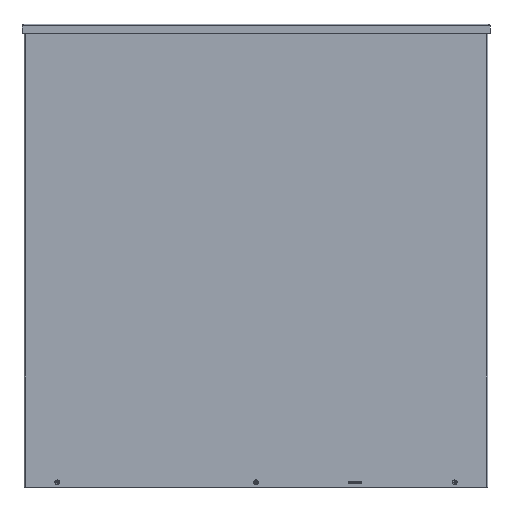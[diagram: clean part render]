
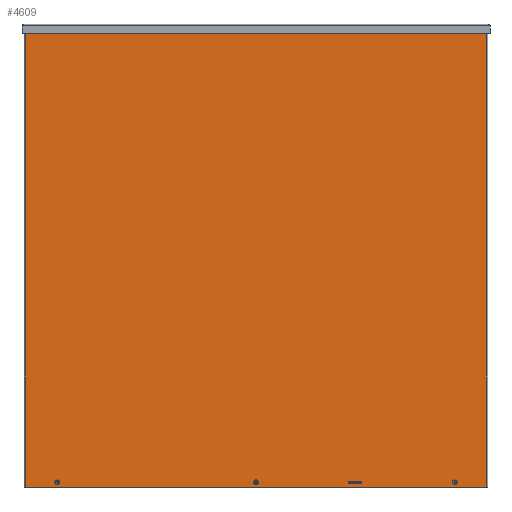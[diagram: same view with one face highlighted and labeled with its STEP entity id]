
A CAD part, top view. The second image highlights one B-rep face of the part: STEP entity #4609.
In plain terms, the highlighted face is planar.
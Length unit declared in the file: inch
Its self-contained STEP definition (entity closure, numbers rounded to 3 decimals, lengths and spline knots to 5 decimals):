
#268=FACE_BOUND('',#1694,.T.);
#269=FACE_BOUND('',#1695,.T.);
#270=FACE_BOUND('',#1696,.T.);
#271=FACE_BOUND('',#1697,.T.);
#272=FACE_BOUND('',#1698,.T.);
#273=FACE_BOUND('',#1699,.T.);
#274=FACE_BOUND('',#1700,.T.);
#470=LINE('',#7274,#862);
#474=LINE('',#7282,#866);
#477=LINE('',#7288,#869);
#480=LINE('',#7293,#872);
#489=LINE('',#7338,#881);
#505=LINE('',#7379,#897);
#520=LINE('',#7414,#912);
#522=LINE('',#7417,#914);
#862=VECTOR('',#5904,0.3937);
#866=VECTOR('',#5910,0.3937);
#869=VECTOR('',#5915,0.3937);
#872=VECTOR('',#5920,0.3937);
#881=VECTOR('',#5969,0.3937);
#897=VECTOR('',#6011,0.3937);
#912=VECTOR('',#6050,0.3937);
#914=VECTOR('',#6054,0.3937);
#1172=PLANE('',#5148);
#1394=FACE_OUTER_BOUND('',#1693,.T.);
#1693=EDGE_LOOP('',(#3634,#3635,#3636,#3637));
#1694=EDGE_LOOP('',(#3638,#3639,#3640,#3641));
#1695=EDGE_LOOP('',(#3642));
#1696=EDGE_LOOP('',(#3643));
#1697=EDGE_LOOP('',(#3644));
#1698=EDGE_LOOP('',(#3645));
#1699=EDGE_LOOP('',(#3646));
#1700=EDGE_LOOP('',(#3647));
#1916=CIRCLE('',#5104,0.15625);
#1918=CIRCLE('',#5107,0.15625);
#1920=CIRCLE('',#5110,0.15625);
#1922=CIRCLE('',#5113,0.15625);
#1924=CIRCLE('',#5116,0.15625);
#1926=CIRCLE('',#5119,0.15625);
#2157=VERTEX_POINT('',#7272);
#2158=VERTEX_POINT('',#7273);
#2161=VERTEX_POINT('',#7281);
#2163=VERTEX_POINT('',#7287);
#2165=VERTEX_POINT('',#7296);
#2167=VERTEX_POINT('',#7302);
#2169=VERTEX_POINT('',#7308);
#2171=VERTEX_POINT('',#7314);
#2173=VERTEX_POINT('',#7320);
#2175=VERTEX_POINT('',#7326);
#2179=VERTEX_POINT('',#7335);
#2180=VERTEX_POINT('',#7337);
#2191=VERTEX_POINT('',#7376);
#2192=VERTEX_POINT('',#7378);
#2637=EDGE_CURVE('',#2157,#2158,#470,.T.);
#2641=EDGE_CURVE('',#2161,#2157,#474,.T.);
#2644=EDGE_CURVE('',#2163,#2161,#477,.T.);
#2647=EDGE_CURVE('',#2158,#2163,#480,.T.);
#2649=EDGE_CURVE('',#2165,#2165,#1916,.T.);
#2652=EDGE_CURVE('',#2167,#2167,#1918,.T.);
#2655=EDGE_CURVE('',#2169,#2169,#1920,.T.);
#2658=EDGE_CURVE('',#2171,#2171,#1922,.T.);
#2661=EDGE_CURVE('',#2173,#2173,#1924,.T.);
#2664=EDGE_CURVE('',#2175,#2175,#1926,.T.);
#2669=EDGE_CURVE('',#2180,#2179,#489,.T.);
#2689=EDGE_CURVE('',#2192,#2191,#505,.T.);
#2707=EDGE_CURVE('',#2179,#2192,#520,.T.);
#2709=EDGE_CURVE('',#2191,#2180,#522,.T.);
#3634=ORIENTED_EDGE('',*,*,#2689,.T.);
#3635=ORIENTED_EDGE('',*,*,#2709,.T.);
#3636=ORIENTED_EDGE('',*,*,#2669,.T.);
#3637=ORIENTED_EDGE('',*,*,#2707,.T.);
#3638=ORIENTED_EDGE('',*,*,#2637,.T.);
#3639=ORIENTED_EDGE('',*,*,#2647,.T.);
#3640=ORIENTED_EDGE('',*,*,#2644,.T.);
#3641=ORIENTED_EDGE('',*,*,#2641,.T.);
#3642=ORIENTED_EDGE('',*,*,#2649,.T.);
#3643=ORIENTED_EDGE('',*,*,#2652,.T.);
#3644=ORIENTED_EDGE('',*,*,#2655,.T.);
#3645=ORIENTED_EDGE('',*,*,#2658,.T.);
#3646=ORIENTED_EDGE('',*,*,#2661,.T.);
#3647=ORIENTED_EDGE('',*,*,#2664,.T.);
#4609=ADVANCED_FACE('',(#1394,#268,#269,#270,#271,#272,#273,#274),#1172,
 .F.);
#5104=AXIS2_PLACEMENT_3D('',#7297,#5924,#5925);
#5107=AXIS2_PLACEMENT_3D('',#7303,#5931,#5932);
#5110=AXIS2_PLACEMENT_3D('',#7309,#5938,#5939);
#5113=AXIS2_PLACEMENT_3D('',#7315,#5945,#5946);
#5116=AXIS2_PLACEMENT_3D('',#7321,#5952,#5953);
#5119=AXIS2_PLACEMENT_3D('',#7327,#5959,#5960);
#5148=AXIS2_PLACEMENT_3D('',#7416,#6052,#6053);
#5904=DIRECTION('',(0.,-1.,0.));
#5910=DIRECTION('',(-1.,0.,0.));
#5915=DIRECTION('',(0.,1.,0.));
#5920=DIRECTION('',(1.,0.,0.));
#5924=DIRECTION('center_axis',(0.,0.,1.));
#5925=DIRECTION('ref_axis',(1.,0.,0.));
#5931=DIRECTION('center_axis',(0.,0.,1.));
#5932=DIRECTION('ref_axis',(1.,0.,0.));
#5938=DIRECTION('center_axis',(0.,0.,1.));
#5939=DIRECTION('ref_axis',(1.,0.,0.));
#5945=DIRECTION('center_axis',(0.,0.,1.));
#5946=DIRECTION('ref_axis',(1.,0.,0.));
#5952=DIRECTION('center_axis',(0.,0.,1.));
#5953=DIRECTION('ref_axis',(1.,0.,0.));
#5959=DIRECTION('center_axis',(0.,0.,1.));
#5960=DIRECTION('ref_axis',(1.,0.,0.));
#5969=DIRECTION('',(0.,-1.,0.));
#6011=DIRECTION('',(0.,1.,0.));
#6050=DIRECTION('',(-1.,0.,0.));
#6052=DIRECTION('center_axis',(0.,0.,1.));
#6053=DIRECTION('ref_axis',(1.,0.,0.));
#6054=DIRECTION('',(1.,0.,0.));
#7272=CARTESIAN_POINT('',(-8.25,-17.53125,0.));
#7273=CARTESIAN_POINT('',(-8.25,-17.71875,0.));
#7274=CARTESIAN_POINT('',(-8.25,-8.76562,0.));
#7281=CARTESIAN_POINT('',(-7.25,-17.53125,0.));
#7282=CARTESIAN_POINT('',(-3.625,-17.53125,0.));
#7287=CARTESIAN_POINT('',(-7.25,-17.71875,0.));
#7288=CARTESIAN_POINT('',(-7.25,-8.85937,0.));
#7293=CARTESIAN_POINT('',(-4.125,-17.71875,0.));
#7296=CARTESIAN_POINT('',(15.34375,-17.625,0.));
#7297=CARTESIAN_POINT('Origin',(15.5,-17.625,0.));
#7302=CARTESIAN_POINT('',(15.34375,17.625,0.));
#7303=CARTESIAN_POINT('Origin',(15.5,17.625,0.));
#7308=CARTESIAN_POINT('',(-0.15625,-17.625,0.));
#7309=CARTESIAN_POINT('Origin',(0.,-17.625,0.));
#7314=CARTESIAN_POINT('',(-0.15625,17.625,0.));
#7315=CARTESIAN_POINT('Origin',(0.,17.625,0.));
#7320=CARTESIAN_POINT('',(-15.65625,-17.625,0.));
#7321=CARTESIAN_POINT('Origin',(-15.5,-17.625,0.));
#7326=CARTESIAN_POINT('',(-15.65625,17.625,0.));
#7327=CARTESIAN_POINT('Origin',(-15.5,17.625,0.));
#7335=CARTESIAN_POINT('',(17.96875,-18.,0.));
#7337=CARTESIAN_POINT('',(17.96875,18.,0.));
#7338=CARTESIAN_POINT('',(17.96875,9.,0.));
#7376=CARTESIAN_POINT('',(-17.96875,18.,0.));
#7378=CARTESIAN_POINT('',(-17.96875,-18.,0.));
#7379=CARTESIAN_POINT('',(-17.96875,-9.,0.));
#7414=CARTESIAN_POINT('',(18.,-18.,0.));
#7416=CARTESIAN_POINT('Origin',(0.,0.,
0.));
#7417=CARTESIAN_POINT('',(-18.,18.,0.));
